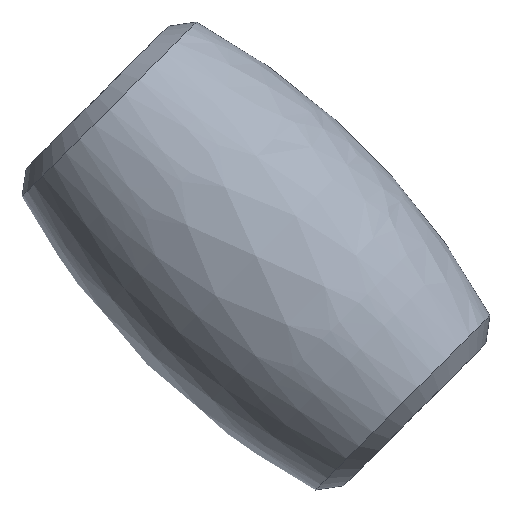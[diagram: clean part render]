
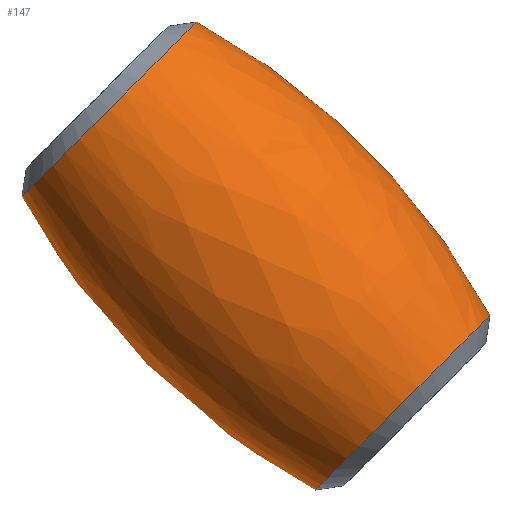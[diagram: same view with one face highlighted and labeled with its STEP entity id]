
A CAD part, front view. The second image highlights one B-rep face of the part: STEP entity #147.
In plain terms, the highlighted free-form (B-spline) face has degree [2, 2] with [3, 9] control points.
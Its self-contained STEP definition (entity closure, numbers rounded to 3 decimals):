
#31=(
BOUNDED_SURFACE()
B_SPLINE_SURFACE(2,2,((#284,#285,#286,#287,#288,#289,#290,#291,#292),(#293,
#294,#295,#296,#297,#298,#299,#300,#301),(#302,#303,#304,#305,#306,#307,
#308,#309,#310)),.UNSPECIFIED.,.F.,.T.,.F.)
B_SPLINE_SURFACE_WITH_KNOTS((3,3),(3,2,2,2,3),(-0.289,0.289),
(-3.142,-1.571,0.,1.571,3.142),
 .UNSPECIFIED.)
GEOMETRIC_REPRESENTATION_ITEM()
RATIONAL_B_SPLINE_SURFACE(((1.,0.707,1.,0.707,1.,
0.707,1.,0.707,1.),(0.959,0.678,
0.959,0.678,0.959,0.678,
0.959,0.678,0.959),(1.,0.707,
1.,0.707,1.,0.707,1.,0.707,1.)))
REPRESENTATION_ITEM('')
SURFACE()
);
#51=FACE_OUTER_BOUND('',#61,.T.);
#61=EDGE_LOOP('',(#128,#129,#130,#131,#132,#133));
#72=CIRCLE('',#181,5.222);
#73=CIRCLE('',#182,5.222);
#74=CIRCLE('',#183,30.833);
#75=CIRCLE('',#184,5.222);
#76=CIRCLE('',#185,5.222);
#84=VERTEX_POINT('',#279);
#85=VERTEX_POINT('',#281);
#86=VERTEX_POINT('',#311);
#87=VERTEX_POINT('',#313);
#99=EDGE_CURVE('',#84,#85,#72,.T.);
#100=EDGE_CURVE('',#85,#84,#73,.T.);
#101=EDGE_CURVE('',#85,#86,#74,.T.);
#102=EDGE_CURVE('',#87,#86,#75,.T.);
#103=EDGE_CURVE('',#86,#87,#76,.T.);
#128=ORIENTED_EDGE('',*,*,#99,.F.);
#129=ORIENTED_EDGE('',*,*,#100,.F.);
#130=ORIENTED_EDGE('',*,*,#101,.T.);
#131=ORIENTED_EDGE('',*,*,#102,.F.);
#132=ORIENTED_EDGE('',*,*,#103,.F.);
#133=ORIENTED_EDGE('',*,*,#101,.F.);
#147=ADVANCED_FACE('',(#51),#31,.F.);
#181=AXIS2_PLACEMENT_3D('',#282,#231,#232);
#182=AXIS2_PLACEMENT_3D('',#283,#233,#234);
#183=AXIS2_PLACEMENT_3D('',#312,#235,#236);
#184=AXIS2_PLACEMENT_3D('',#314,#237,#238);
#185=AXIS2_PLACEMENT_3D('',#315,#239,#240);
#231=DIRECTION('center_axis',(0.,0.,-1.));
#232=DIRECTION('ref_axis',(1.,0.,0.));
#233=DIRECTION('center_axis',(0.,0.,-1.));
#234=DIRECTION('ref_axis',(1.,0.,0.));
#235=DIRECTION('center_axis',(0.,-1.,0.));
#236=DIRECTION('ref_axis',(1.,0.,0.));
#237=DIRECTION('center_axis',(0.,0.,1.));
#238=DIRECTION('ref_axis',(1.,0.,0.));
#239=DIRECTION('center_axis',(0.,0.,1.));
#240=DIRECTION('ref_axis',(1.,0.,0.));
#279=CARTESIAN_POINT('',(-5.222,0.,-8.784));
#281=CARTESIAN_POINT('',(5.222,0.,-8.784));
#282=CARTESIAN_POINT('Origin',(0.,0.,-8.784));
#283=CARTESIAN_POINT('Origin',(0.,0.,-8.784));
#284=CARTESIAN_POINT('Ctrl Pts',(5.222,0.,8.784));
#285=CARTESIAN_POINT('Ctrl Pts',(5.222,-5.222,8.784));
#286=CARTESIAN_POINT('Ctrl Pts',(0.,-5.222,8.784));
#287=CARTESIAN_POINT('Ctrl Pts',(-5.222,-5.222,8.784));
#288=CARTESIAN_POINT('Ctrl Pts',(-5.222,0.,8.784));
#289=CARTESIAN_POINT('Ctrl Pts',(-5.222,5.222,8.784));
#290=CARTESIAN_POINT('Ctrl Pts',(0.,5.222,8.784));
#291=CARTESIAN_POINT('Ctrl Pts',(5.222,5.222,8.784));
#292=CARTESIAN_POINT('Ctrl Pts',(5.222,0.,8.784));
#293=CARTESIAN_POINT('Ctrl Pts',(7.833,0.,0.));
#294=CARTESIAN_POINT('Ctrl Pts',(7.833,-7.833,0.));
#295=CARTESIAN_POINT('Ctrl Pts',(0.,-7.833,0.));
#296=CARTESIAN_POINT('Ctrl Pts',(-7.833,-7.833,0.));
#297=CARTESIAN_POINT('Ctrl Pts',(-7.833,0.,0.));
#298=CARTESIAN_POINT('Ctrl Pts',(-7.833,7.833,0.));
#299=CARTESIAN_POINT('Ctrl Pts',(0.,7.833,0.));
#300=CARTESIAN_POINT('Ctrl Pts',(7.833,7.833,0.));
#301=CARTESIAN_POINT('Ctrl Pts',(7.833,0.,0.));
#302=CARTESIAN_POINT('Ctrl Pts',(5.222,0.,-8.784));
#303=CARTESIAN_POINT('Ctrl Pts',(5.222,-5.222,-8.784));
#304=CARTESIAN_POINT('Ctrl Pts',(0.,-5.222,-8.784));
#305=CARTESIAN_POINT('Ctrl Pts',(-5.222,-5.222,-8.784));
#306=CARTESIAN_POINT('Ctrl Pts',(-5.222,0.,-8.784));
#307=CARTESIAN_POINT('Ctrl Pts',(-5.222,5.222,-8.784));
#308=CARTESIAN_POINT('Ctrl Pts',(0.,5.222,-8.784));
#309=CARTESIAN_POINT('Ctrl Pts',(5.222,5.222,-8.784));
#310=CARTESIAN_POINT('Ctrl Pts',(5.222,0.,-8.784));
#311=CARTESIAN_POINT('',(5.222,0.,8.784));
#312=CARTESIAN_POINT('Origin',(-24.333,0.,0.));
#313=CARTESIAN_POINT('',(-5.222,0.,8.784));
#314=CARTESIAN_POINT('Origin',(0.,0.,8.784));
#315=CARTESIAN_POINT('Origin',(0.,0.,8.784));
